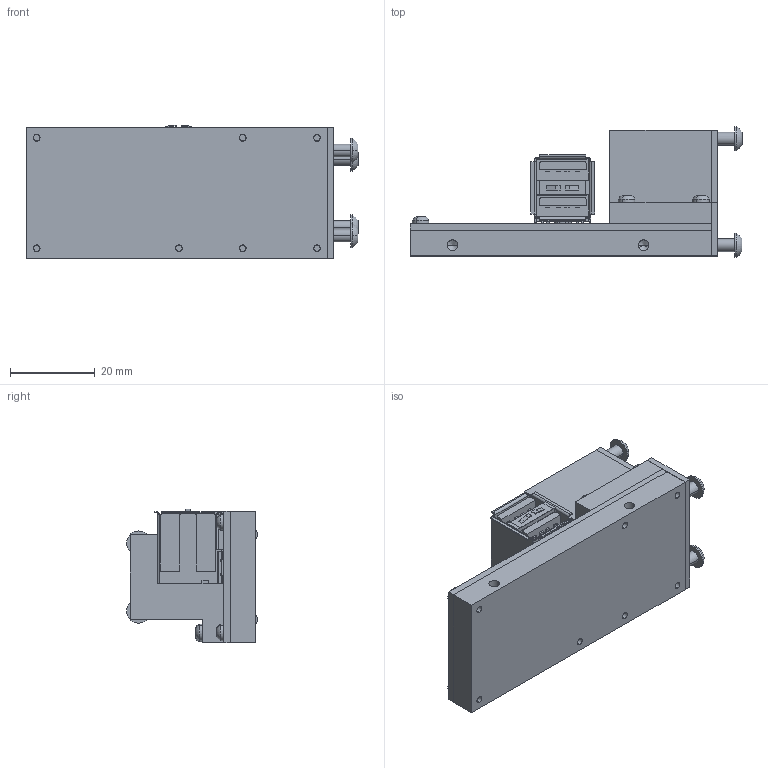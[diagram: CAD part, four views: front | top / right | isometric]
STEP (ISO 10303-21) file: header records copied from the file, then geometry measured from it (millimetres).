
FILE_DESCRIPTION (( 'STEP AP214' ), '1' );
FILE_NAME ('43489~2.STEP', '2020-02-24T09:29:35', ( '' ), ( '' ), 'SwSTEP 2.0', 'SolidWorks 2018', '' );
FILE_SCHEMA (( 'AUTOMOTIVE_DESIGN' ));
Length unit declared in the file: millimetre
Products named in the file (1): 43489~2
Bounding box: 78.15 x 30.8 x 31.5 mm (x, y, z)
Volume: 29990 mm3; surface area: 19593.6 mm2
Topology: 20 solids, 20 shells, 1224 faces, 3307 edges, 2172 vertices
Faces by surface type: plane 617, cylinder 535, cone 42, torus 30
Entity records: 52482 total; most frequent: CARTESIAN_POINT 7462, DIRECTION 6643, ORIENTED_EDGE 6590, EDGE_CURVE 3295, AXIS2_PLACEMENT_3D 2329, VERTEX_POINT 2172, VECTOR 1985, LINE 1985
